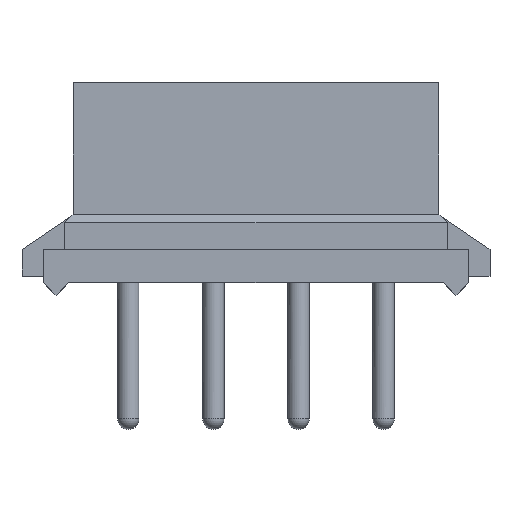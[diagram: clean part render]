
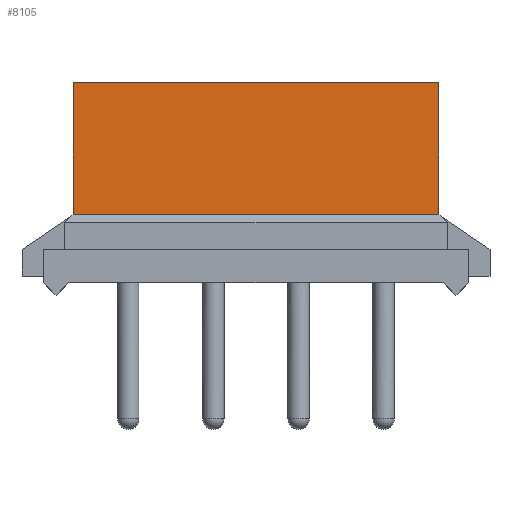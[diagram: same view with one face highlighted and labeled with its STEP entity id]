
A CAD part, top view. The second image highlights one B-rep face of the part: STEP entity #8105.
In plain terms, the highlighted planar face has unit normal (0, 0, 1).
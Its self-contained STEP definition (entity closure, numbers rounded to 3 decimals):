
#8105=ADVANCED_FACE('',(#15870),#15871,.T.);
#8315=EDGE_CURVE('',#16210,#16207,#16211,.T.);
#8355=EDGE_CURVE('',#16210,#16269,#16270,.T.);
#8425=EDGE_CURVE('',#16207,#16358,#16362,.T.);
#8477=EDGE_CURVE('',#16269,#16358,#16430,.T.);
#15870=FACE_OUTER_BOUND('',#39378,.T.);
#15871=PLANE('',#39379);
#16207=VERTEX_POINT('',#39722);
#16210=VERTEX_POINT('',#39727);
#16211=LINE('',#39728,#39729);
#16269=VERTEX_POINT('',#39810);
#16270=LINE('',#39811,#39812);
#16358=VERTEX_POINT('',#39967);
#16362=LINE('',#39973,#39974);
#16430=LINE('',#40093,#40094);
#39378=EDGE_LOOP('',(#48566,#48567,#48568,#48569));
#39379=AXIS2_PLACEMENT_3D('',#48570,#48571,#48572);
#39722=CARTESIAN_POINT('',(-4.3,0.0,2.125));
#39727=CARTESIAN_POINT('',(4.3,0.0,2.125));
#39728=CARTESIAN_POINT('',(4.3,0.0,2.125));
#39729=VECTOR('',#49454,8.6);
#39810=CARTESIAN_POINT('',(4.3,-3.1,2.125));
#39811=CARTESIAN_POINT('',(4.3,0.0,2.125));
#39812=VECTOR('',#49506,3.1);
#39967=CARTESIAN_POINT('',(-4.3,-3.1,2.125));
#39973=CARTESIAN_POINT('',(-4.3,0.0,2.125));
#39974=VECTOR('',#49541,3.1);
#40093=CARTESIAN_POINT('',(4.3,-3.1,2.125));
#40094=VECTOR('',#49567,8.6);
#48566=ORIENTED_EDGE('',*,*,#8355,.F.);
#48567=ORIENTED_EDGE('',*,*,#8315,.T.);
#48568=ORIENTED_EDGE('',*,*,#8425,.T.);
#48569=ORIENTED_EDGE('',*,*,#8477,.F.);
#48570=CARTESIAN_POINT('',(4.3,0.0,2.125));
#48571=DIRECTION('',(0.0,0.0,1.0));
#48572=DIRECTION('',(1.0,-0.0,0.0));
#49454=DIRECTION('',(-1.0,0.0,0.0));
#49506=DIRECTION('',(0.0,-1.0,0.0));
#49541=DIRECTION('',(0.0,-1.0,0.0));
#49567=DIRECTION('',(-1.0,0.0,0.0));
